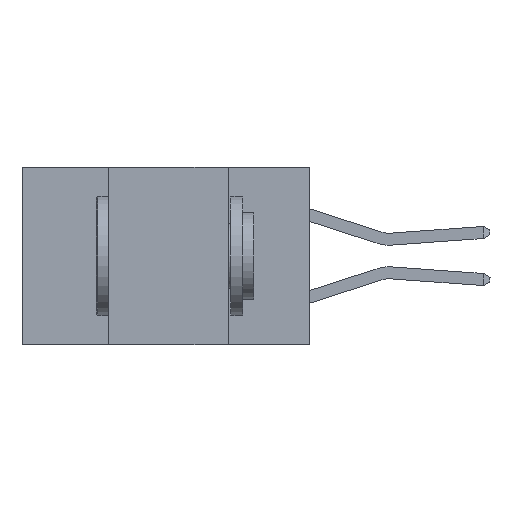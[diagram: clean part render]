
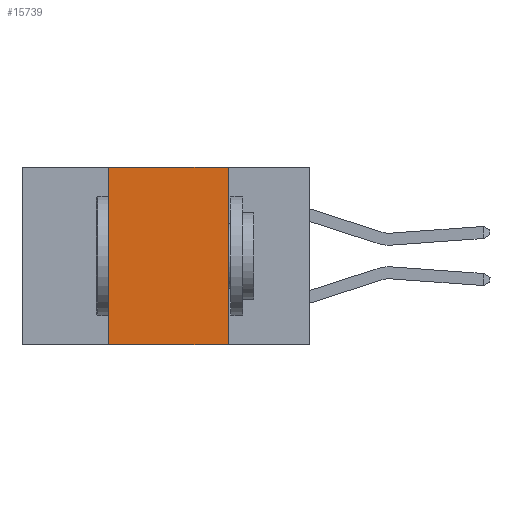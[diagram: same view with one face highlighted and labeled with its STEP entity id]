
A CAD part, left-side view. The second image highlights one B-rep face of the part: STEP entity #15739.
In plain terms, the highlighted planar face has unit normal (-1, 0, 0).
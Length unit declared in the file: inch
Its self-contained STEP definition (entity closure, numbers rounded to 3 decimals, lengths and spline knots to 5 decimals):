
#468 = LINE ( 'NONE', #2331, #17856 ) ;
#928 = DIRECTION ( 'NONE',  ( 1., 0., 0. ) ) ;
#1783 = AXIS2_PLACEMENT_3D ( 'NONE', #9446, #928, #12801 ) ;
#2129 = VERTEX_POINT ( 'NONE', #12413 ) ;
#2331 = CARTESIAN_POINT ( 'NONE',  ( 0., 0.6, -0.37 ) ) ;
#2593 = PLANE ( 'NONE',  #1783 ) ;
#3057 = ORIENTED_EDGE ( 'NONE', *, *, #12546, .F. ) ;
#3341 = DIRECTION ( 'NONE',  ( 0., 0., 1. ) ) ;
#3854 = CARTESIAN_POINT ( 'NONE',  ( 0., 0.17, 0. ) ) ;
#4720 = VECTOR ( 'NONE', #12188, 39.37008 ) ;
#6197 = DIRECTION ( 'NONE',  ( 0., 0., -1. ) ) ;
#7085 = FACE_OUTER_BOUND ( 'NONE', #10047, .T. ) ;
#7675 = CARTESIAN_POINT ( 'NONE',  ( 0., 0.42, -0.37 ) ) ;
#7987 = CARTESIAN_POINT ( 'NONE',  ( 0., 0.17, -0.37 ) ) ;
#9442 = LINE ( 'NONE', #7987, #13331 ) ;
#9446 = CARTESIAN_POINT ( 'NONE',  ( 0., 0.6, 0. ) ) ;
#10047 = EDGE_LOOP ( 'NONE', ( #11551, #15921, #3057, #16960 ) ) ;
#10506 = CARTESIAN_POINT ( 'NONE',  ( 0., 0.6, 0. ) ) ;
#11442 = EDGE_CURVE ( 'NONE', #19161, #2129, #468, .T. ) ;
#11551 = ORIENTED_EDGE ( 'NONE', *, *, #15852, .F. ) ;
#11793 = CARTESIAN_POINT ( 'NONE',  ( 0., 0.42, -0.37 ) ) ;
#12188 = DIRECTION ( 'NONE',  ( 0., -1., 0. ) ) ;
#12413 = CARTESIAN_POINT ( 'NONE',  ( 0., 0.17, -0.37 ) ) ;
#12546 = EDGE_CURVE ( 'NONE', #19161, #15590, #14943, .T. ) ;
#12801 = DIRECTION ( 'NONE',  ( 0., 0., -1. ) ) ;
#13331 = VECTOR ( 'NONE', #6197, 39.37008 ) ;
#14748 = EDGE_CURVE ( 'NONE', #15590, #17547, #18056, .T. ) ;
#14943 = LINE ( 'NONE', #11793, #18857 ) ;
#15590 = VERTEX_POINT ( 'NONE', #19042 ) ;
#15739 = ADVANCED_FACE ( 'NONE', ( #7085 ), #2593, .F. ) ;
#15852 = EDGE_CURVE ( 'NONE', #17547, #2129, #9442, .T. ) ;
#15921 = ORIENTED_EDGE ( 'NONE', *, *, #14748, .F. ) ;
#16960 = ORIENTED_EDGE ( 'NONE', *, *, #11442, .T. ) ;
#17547 = VERTEX_POINT ( 'NONE', #3854 ) ;
#17856 = VECTOR ( 'NONE', #20783, 39.37008 ) ;
#18056 = LINE ( 'NONE', #10506, #4720 ) ;
#18857 = VECTOR ( 'NONE', #3341, 39.37008 ) ;
#19042 = CARTESIAN_POINT ( 'NONE',  ( 0., 0.42, 0. ) ) ;
#19161 = VERTEX_POINT ( 'NONE', #7675 ) ;
#20783 = DIRECTION ( 'NONE',  ( 0., -1., 0. ) ) ;
